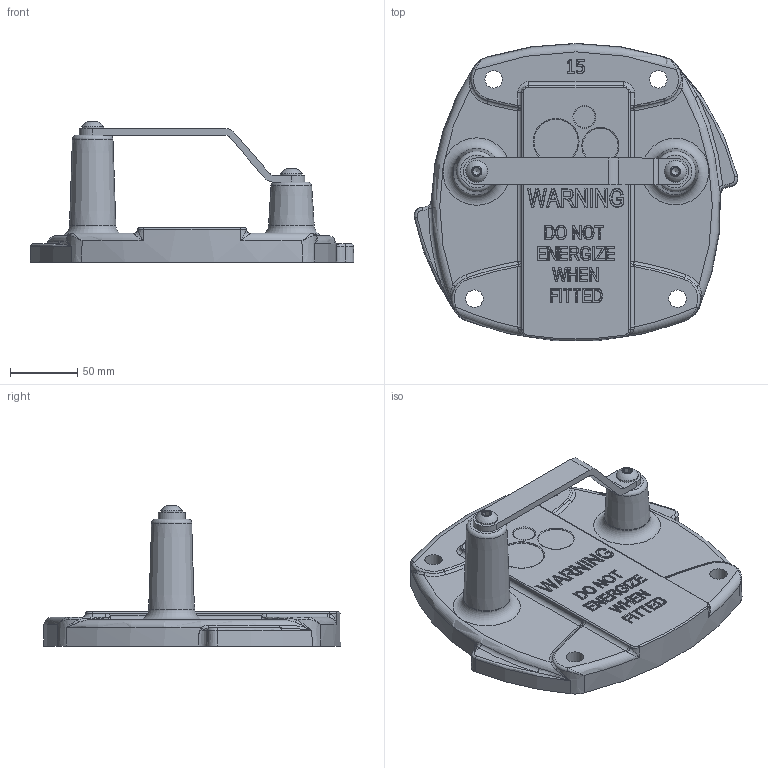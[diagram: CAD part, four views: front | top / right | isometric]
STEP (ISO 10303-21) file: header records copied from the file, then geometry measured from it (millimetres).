
FILE_DESCRIPTION(/* description */ (''),/* implementation_level */ '2;1');
FILE_NAME(/* name */ 'RS850_SLD 15kV KA Universal Cast Pro Cover.stp',/* time_stamp */ '2022-09-10T15:39:57+10:00',/* author */ ('a.tao491'),/* organization */ (''),/* preprocessor_version */ 'ST-DEVELOPER v16.5',/* originating_system */ 'Autodesk Inventor 2017',/* authorisation */ '');
FILE_SCHEMA (('AUTOMOTIVE_DESIGN { 1 0 10303 214 3 1 1 }'));
Length unit declared in the file: millimetre
Products named in the file (4): RS850; 2231; 1046; 1216
Assembly tree (4 placements, depth 2):
  RS850
    2231
    1046
    1216  x2
Bounding box: 241.29 x 221.33 x 104.35 mm (x, y, z)
Volume: 1026508.3 mm3; surface area: 126425 mm2
Topology: 4 solids, 4 shells, 998 faces, 2359 edges, 1407 vertices
Faces by surface type: plane 377, cylinder 316, bspline 220, cone 42, torus 37, sphere 6
Full cylindrical faces by diameter (mm): 7.798 x2, 9.45 x2, 11 x2, 13 x4, 15.84 x1, 16.3 x2, 26.4 x1, 33 x1
Entity records: 33364 total; most frequent: CARTESIAN_POINT 12125, ORIENTED_EDGE 4518, DIRECTION 4004, EDGE_CURVE 2259, VERTEX_POINT 1367, AXIS2_PLACEMENT_3D 1348, LINE 1308, VECTOR 1308
